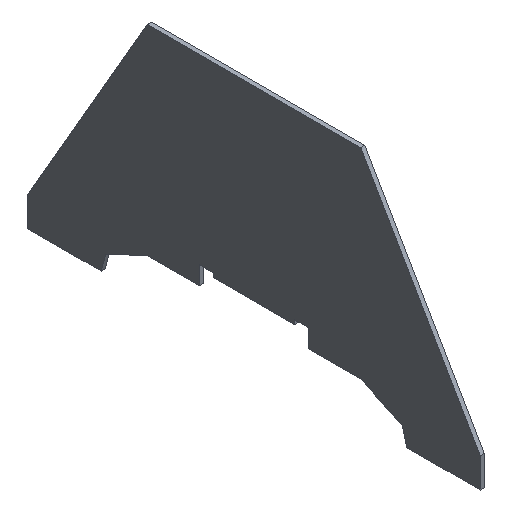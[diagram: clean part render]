
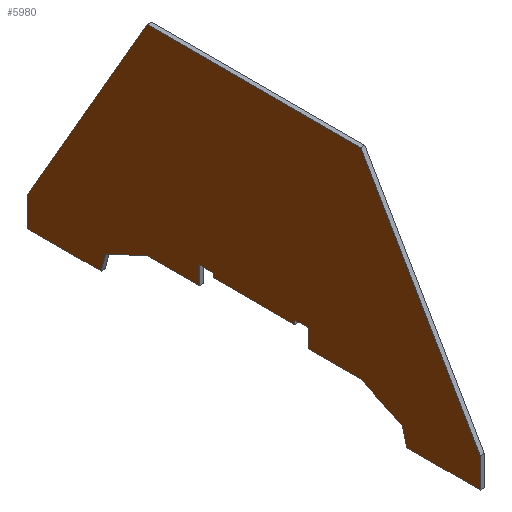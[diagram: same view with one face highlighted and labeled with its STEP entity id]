
A CAD part, isometric view. The second image highlights one B-rep face of the part: STEP entity #5980.
In plain terms, the highlighted face is planar.
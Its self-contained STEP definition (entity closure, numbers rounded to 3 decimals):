
#1850=CARTESIAN_POINT('',(18.566,-2.484,
3.21));
#1860=VERTEX_POINT('',#1850);
#1890=CARTESIAN_POINT('',(18.566,11.896,
3.21));
#1900=DIRECTION('',(0.,-1.,0.));
#1910=VECTOR('',#1900,1.);
#1920=LINE('',#1890,#1910);
#1930=CARTESIAN_POINT('',(18.566,-3.284,
3.21));
#1940=VERTEX_POINT('',#1930);
#1950=EDGE_CURVE('',#1860,#1940,#1920,.T.);
#2250=CARTESIAN_POINT('',(21.216,-2.484,
3.21));
#2260=VERTEX_POINT('',#2250);
#2290=CARTESIAN_POINT('',(18.566,-2.484,
3.21));
#2300=DIRECTION('',(1.,0.,0.));
#2310=VECTOR('',#2300,1.);
#2320=LINE('',#2290,#2310);
#2330=EDGE_CURVE('',#1860,#2260,#2320,.T.);
#2500=CARTESIAN_POINT('',(21.216,11.896,
3.21));
#2510=DIRECTION('',(0.,-1.,0.));
#2520=VECTOR('',#2510,1.);
#2530=LINE('',#2500,#2520);
#2540=CARTESIAN_POINT('',(21.216,-5.984,
3.21));
#2550=VERTEX_POINT('',#2540);
#2560=EDGE_CURVE('',#2260,#2550,#2530,.T.);
#2850=CARTESIAN_POINT('',(0.216,-2.484,
3.21));
#2860=VERTEX_POINT('',#2850);
#2940=CARTESIAN_POINT('',(2.866,-2.484,
3.21));
#2950=VERTEX_POINT('',#2940);
#2980=CARTESIAN_POINT('',(0.216,-2.484,
3.21));
#2990=DIRECTION('',(1.,0.,0.));
#3000=VECTOR('',#2990,1.);
#3010=LINE('',#2980,#3000);
#3020=EDGE_CURVE('',#2860,#2950,#3010,.T.);
#3250=CARTESIAN_POINT('',(31.216,-5.984,
3.21));
#3260=VERTEX_POINT('',#3250);
#3290=CARTESIAN_POINT('',(24.666,-5.984,
3.21));
#3300=DIRECTION('',(1.,0.,0.));
#3310=VECTOR('',#3300,1.);
#3320=LINE('',#3290,#3310);
#3330=EDGE_CURVE('',#2550,#3260,#3320,.T.);
#3560=CARTESIAN_POINT('',(39.216,-9.714,
3.21));
#3570=VERTEX_POINT('',#3560);
#3600=CARTESIAN_POINT('',(31.216,-5.984,
3.21));
#3610=DIRECTION('',(0.906,-0.423,0.));
#3620=VECTOR('',#3610,1.);
#3630=LINE('',#3600,#3620);
#3640=EDGE_CURVE('',#3260,#3570,#3630,.T.);
#3810=CARTESIAN_POINT('',(33.425,11.896,
3.21));
#3820=DIRECTION('',(0.259,-0.966,0.));
#3830=VECTOR('',#3820,1.);
#3840=LINE('',#3810,#3830);
#3850=CARTESIAN_POINT('',(40.092,-12.984,
3.21));
#3860=VERTEX_POINT('',#3850);
#3870=EDGE_CURVE('',#3570,#3860,#3840,.T.);
#4160=CARTESIAN_POINT('',(0.216,-5.984,
3.21));
#4170=VERTEX_POINT('',#4160);
#4220=CARTESIAN_POINT('',(0.216,11.896,
3.21));
#4230=DIRECTION('',(0.,1.,0.));
#4240=VECTOR('',#4230,1.);
#4250=LINE('',#4220,#4240);
#4260=EDGE_CURVE('',#4170,#2860,#4250,.T.);
#4490=CARTESIAN_POINT('',(54.216,-12.984,
3.21));
#4500=VERTEX_POINT('',#4490);
#4530=CARTESIAN_POINT('',(24.666,-12.984,
3.21));
#4540=DIRECTION('',(1.,0.,0.));
#4550=VECTOR('',#4540,1.);
#4560=LINE('',#4530,#4550);
#4570=EDGE_CURVE('',#3860,#4500,#4560,.T.);
#4740=CARTESIAN_POINT('',(-32.784,-7.278,
3.21));
#4750=DIRECTION('',(0.,-1.,0.));
#4760=VECTOR('',#4750,1.);
#4770=LINE('',#4740,#4760);
#4780=CARTESIAN_POINT('',(-32.784,-7.278,
3.21));
#4790=VERTEX_POINT('',#4780);
#4800=CARTESIAN_POINT('',(-32.784,-12.984,
3.21));
#4810=VERTEX_POINT('',#4800);
#4820=EDGE_CURVE('',#4790,#4810,#4770,.T.);
#5070=CARTESIAN_POINT('',(24.666,11.896,
3.21));
#5080=DIRECTION('',(0.,0.,1.));
#5090=DIRECTION('',(1.,0.,0.));
#5100=AXIS2_PLACEMENT_3D('',#5070,#5080,#5090);
#5110=PLANE('',#5100);
#5120=ORIENTED_EDGE('',*,*,#2330,.F.);
#5130=ORIENTED_EDGE('',*,*,#2560,.F.);
#5140=ORIENTED_EDGE('',*,*,#3330,.F.);
#5150=ORIENTED_EDGE('',*,*,#3640,.F.);
#5160=ORIENTED_EDGE('',*,*,#3870,.F.);
#5170=ORIENTED_EDGE('',*,*,#4570,.F.);
#5180=CARTESIAN_POINT('',(54.216,-7.278,
3.21));
#5190=DIRECTION('',(0.,-1.,0.));
#5200=VECTOR('',#5190,1.);
#5210=LINE('',#5180,#5200);
#5220=CARTESIAN_POINT('',(54.216,-7.278,
3.21));
#5230=VERTEX_POINT('',#5220);
#5240=EDGE_CURVE('',#5230,#4500,#5210,.T.);
#5250=ORIENTED_EDGE('',*,*,#5240,.T.);
#5260=CARTESIAN_POINT('',(43.146,11.896,
3.21));
#5270=DIRECTION('',(-0.5,0.866,0.));
#5280=VECTOR('',#5270,1.);
#5290=LINE('',#5260,#5280);
#5300=CARTESIAN_POINT('',(31.241,32.516,
3.21));
#5310=VERTEX_POINT('',#5300);
#5320=EDGE_CURVE('',#5230,#5310,#5290,.T.);
#5330=ORIENTED_EDGE('',*,*,#5320,.F.);
#5340=CARTESIAN_POINT('',(24.666,32.516,
3.21));
#5350=DIRECTION('',(-1.,0.,0.));
#5360=VECTOR('',#5350,1.);
#5370=LINE('',#5340,#5360);
#5380=CARTESIAN_POINT('',(-9.809,32.516,
3.21));
#5390=VERTEX_POINT('',#5380);
#5400=EDGE_CURVE('',#5310,#5390,#5370,.T.);
#5410=ORIENTED_EDGE('',*,*,#5400,.F.);
#5420=CARTESIAN_POINT('',(-21.714,11.896,
3.21));
#5430=DIRECTION('',(-0.5,-0.866,0.));
#5440=VECTOR('',#5430,1.);
#5450=LINE('',#5420,#5440);
#5460=EDGE_CURVE('',#5390,#4790,#5450,.T.);
#5470=ORIENTED_EDGE('',*,*,#5460,.F.);
#5480=ORIENTED_EDGE('',*,*,#4820,.F.);
#5490=CARTESIAN_POINT('',(24.666,-12.984,
3.21));
#5500=DIRECTION('',(1.,0.,0.));
#5510=VECTOR('',#5500,1.);
#5520=LINE('',#5490,#5510);
#5530=CARTESIAN_POINT('',(-18.66,-12.984,
3.21));
#5540=VERTEX_POINT('',#5530);
#5550=EDGE_CURVE('',#4810,#5540,#5520,.T.);
#5560=ORIENTED_EDGE('',*,*,#5550,.F.);
#5570=CARTESIAN_POINT('',(-11.994,11.896,
3.21));
#5580=DIRECTION('',(0.259,0.966,0.));
#5590=VECTOR('',#5580,1.);
#5600=LINE('',#5570,#5590);
#5610=CARTESIAN_POINT('',(-17.784,-9.714,
3.21));
#5620=VERTEX_POINT('',#5610);
#5630=EDGE_CURVE('',#5540,#5620,#5600,.T.);
#5640=ORIENTED_EDGE('',*,*,#5630,.F.);
#5650=CARTESIAN_POINT('',(-17.784,-9.714,
3.21));
#5660=DIRECTION('',(0.906,0.423,0.));
#5670=VECTOR('',#5660,1.);
#5680=LINE('',#5650,#5670);
#5690=CARTESIAN_POINT('',(-9.784,-5.984,
3.21));
#5700=VERTEX_POINT('',#5690);
#5710=EDGE_CURVE('',#5620,#5700,#5680,.T.);
#5720=ORIENTED_EDGE('',*,*,#5710,.F.);
#5730=CARTESIAN_POINT('',(24.666,-5.984,
3.21));
#5740=DIRECTION('',(1.,0.,0.));
#5750=VECTOR('',#5740,1.);
#5760=LINE('',#5730,#5750);
#5770=EDGE_CURVE('',#5700,#4170,#5760,.T.);
#5780=ORIENTED_EDGE('',*,*,#5770,.F.);
#5790=ORIENTED_EDGE('',*,*,#4260,.F.);
#5800=ORIENTED_EDGE('',*,*,#3020,.F.);
#5810=CARTESIAN_POINT('',(2.866,11.896,
3.21));
#5820=DIRECTION('',(0.,1.,0.));
#5830=VECTOR('',#5820,1.);
#5840=LINE('',#5810,#5830);
#5850=CARTESIAN_POINT('',(2.866,-3.284,
3.21));
#5860=VERTEX_POINT('',#5850);
#5870=EDGE_CURVE('',#5860,#2950,#5840,.T.);
#5880=ORIENTED_EDGE('',*,*,#5870,.T.);
#5890=CARTESIAN_POINT('',(24.666,-3.284,
3.21));
#5900=DIRECTION('',(-1.,0.,0.));
#5910=VECTOR('',#5900,1.);
#5920=LINE('',#5890,#5910);
#5930=EDGE_CURVE('',#1940,#5860,#5920,.T.);
#5940=ORIENTED_EDGE('',*,*,#5930,.T.);
#5950=ORIENTED_EDGE('',*,*,#1950,.T.);
#5960=EDGE_LOOP('',(#5950,#5940,#5880,#5800,#5790,#5780,#5720,#5640,
#5560,#5480,#5470,#5410,#5330,#5250,#5170,#5160,#5150,#5140,#5130,#5120)
);
#5970=FACE_OUTER_BOUND('',#5960,.T.);
#5980=ADVANCED_FACE('',(#5970),#5110,.F.);
